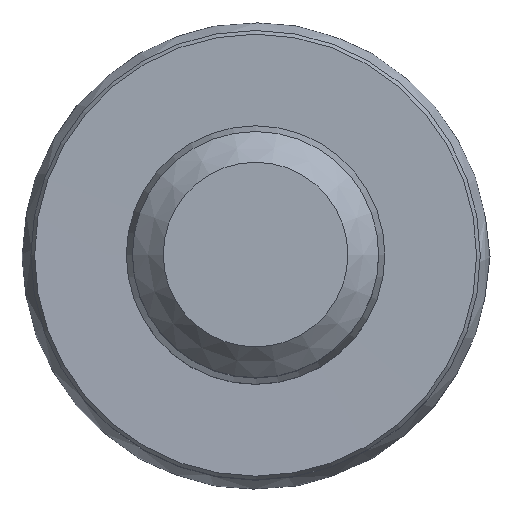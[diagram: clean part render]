
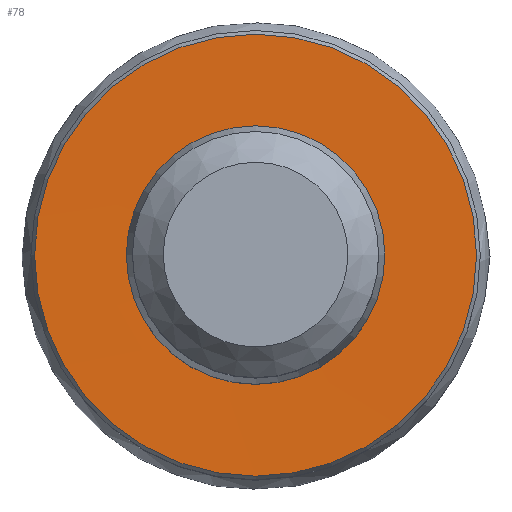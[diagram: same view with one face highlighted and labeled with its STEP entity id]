
A CAD part, top view. The second image highlights one B-rep face of the part: STEP entity #78.
In plain terms, the highlighted conical face has half-angle 89.833 degrees and reference radius 11.733 mm.
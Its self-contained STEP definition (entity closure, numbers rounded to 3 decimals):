
#48=VERTEX_LOOP('',#252);
#78=ADVANCED_FACE('',(#118,#119),#97,.F.);
#97=CONICAL_SURFACE('',#359,11.733,89.833);
#118=FACE_BOUND('',#164,.T.);
#119=FACE_BOUND('',#48,.T.);
#164=EDGE_LOOP('',(#208));
#208=ORIENTED_EDGE('',*,*,#276,.T.);
#251=VERTEX_POINT('',#529);
#252=VERTEX_POINT('',#530);
#276=EDGE_CURVE('',#251,#251,#298,.T.);
#298=CIRCLE('',#358,17.948);
#358=AXIS2_PLACEMENT_3D('',#528,#438,#439);
#359=AXIS2_PLACEMENT_3D('',#531,#440,#441);
#438=DIRECTION('',(0.,0.,1.));
#439=DIRECTION('',(-1.,0.,0.));
#440=DIRECTION('',(0.,0.,1.));
#441=DIRECTION('',(-1.,0.,0.));
#528=CARTESIAN_POINT('',(0.,0.,0.));
#529=CARTESIAN_POINT('',(-17.948,0.,0.));
#530=CARTESIAN_POINT('',(0.,0.,-0.052));
#531=CARTESIAN_POINT('',(0.,0.,-0.018));
